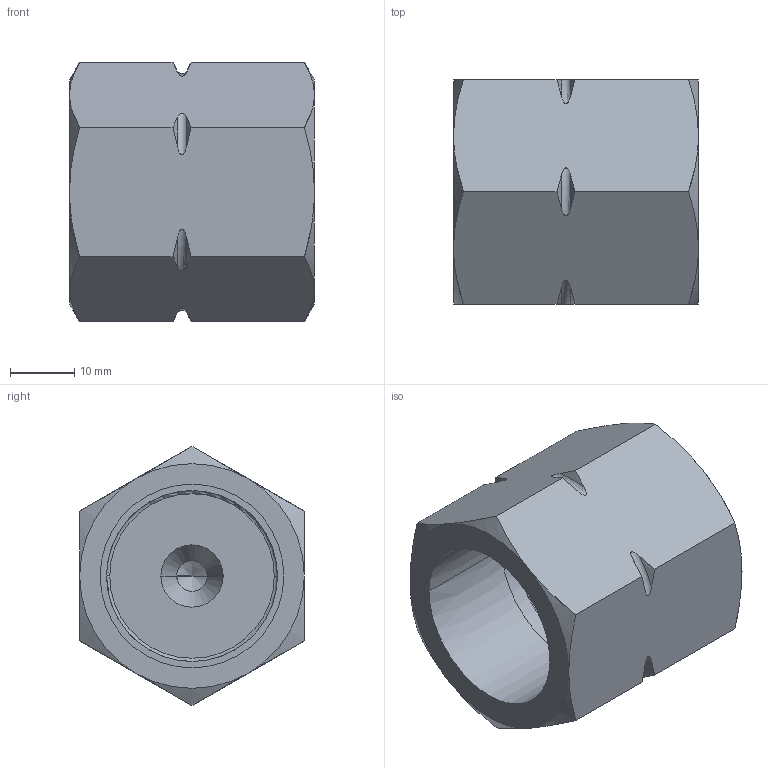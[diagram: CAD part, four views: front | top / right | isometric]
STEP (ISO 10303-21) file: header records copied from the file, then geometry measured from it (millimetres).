
FILE_DESCRIPTION((''),'2;1');
FILE_NAME('S60F10T03','2022-02-17T',('BissonC'),(''),'CREO PARAMETRIC BY PTC INC, 2015080','CREO PARAMETRIC BY PTC INC, 2015080','');
FILE_SCHEMA(('CONFIG_CONTROL_DESIGN'));
Length unit declared in the file: millimetre
Products named in the file (1): S60F10T03
Bounding box: 38.1 x 34.92 x 40.33 mm (x, y, z)
Surface area: 9916.2 mm2 (no closed solid volume)
Topology: 0 solids, 0 shells, 54 faces, 266 edges, 264 vertices
Faces by surface type: bspline 46, torus 8
Entity records: 8988 total; most frequent: CARTESIAN_POINT 6970, DEFINITIONAL_REPRESENTATION 264, PCURVE 264, COMPOSITE_CURVE_SEGMENT 264, DIRECTION 244, B_SPLINE_CURVE_WITH_KNOTS 216, TRIMMED_CURVE 182, VECTOR 136
